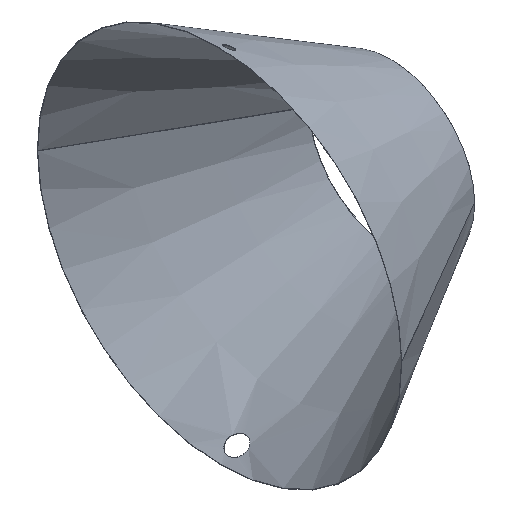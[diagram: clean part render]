
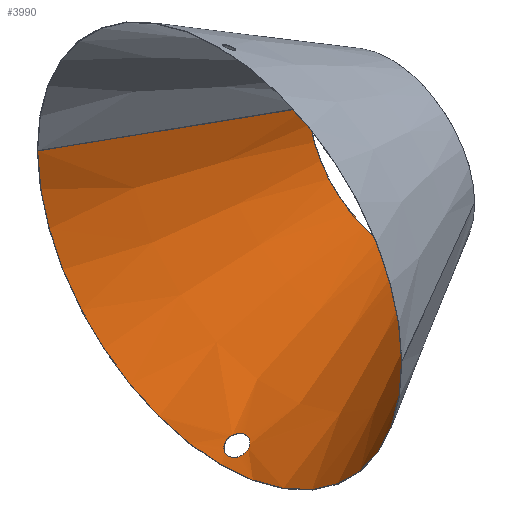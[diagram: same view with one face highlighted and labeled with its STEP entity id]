
A CAD part, isometric view. The second image highlights one B-rep face of the part: STEP entity #3990.
In plain terms, the highlighted conical face has half-angle 30.001 degrees and reference radius 1 mm.
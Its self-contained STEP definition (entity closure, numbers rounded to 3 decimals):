
#910=CARTESIAN_POINT('',(1273.935,-1.,
0.));
#920=DIRECTION('',(-0.866,-0.5,0.));
#930=VECTOR('',#920,2.);
#940=LINE('',#910,#930);
#950=CARTESIAN_POINT('',(0.,-736.536,
0.));
#960=VERTEX_POINT('',#950);
#970=CARTESIAN_POINT('',(-1538.,-1624.536,
0.));
#980=VERTEX_POINT('',#970);
#990=EDGE_CURVE('',#960,#980,#940,.T.);
#1010=CARTESIAN_POINT('',(0.,0.,0.)
);
#1020=DIRECTION('',(-1.,0.,0.));
#1030=DIRECTION('',(0.,-1.,0.));
#1040=AXIS2_PLACEMENT_3D('',#1010,#1020,#1030);
#1050=CIRCLE('',#1040,736.536);
#1060=CARTESIAN_POINT('',(0.,736.536,
0.));
#1070=VERTEX_POINT('',#1060);
#1100=CARTESIAN_POINT('',(1273.935,1.,
0.));
#1110=DIRECTION('',(-0.866,0.5,
0.));
#1120=VECTOR('',#1110,2.);
#1130=LINE('',#1100,#1120);
#1140=CARTESIAN_POINT('',(-1538.,1624.536,
0.));
#1150=VERTEX_POINT('',#1140);
#1160=EDGE_CURVE('',#1070,#1150,#1130,.T.);
#1180=CARTESIAN_POINT('',(-1538.,0.,
0.));
#1190=DIRECTION('',(1.,0.,0.));
#1200=DIRECTION('',(0.,1.,0.));
#1210=AXIS2_PLACEMENT_3D('',#1180,#1190,#1200);
#1220=CIRCLE('',#1210,1624.536);
#1750=EDGE_CURVE('',#980,#1150,#1220,.T.);
#2900=CARTESIAN_POINT('',(-1460.574,-51.34,
-1578.998));
#2910=CARTESIAN_POINT('',(-1463.635,-46.298,
-1580.93));
#2920=CARTESIAN_POINT('',(-1468.71,-35.72,
-1584.157));
#2930=CARTESIAN_POINT('',(-1473.435,-18.238,
-1587.187));
#2940=CARTESIAN_POINT('',(-1474.502,-6.176,
-1587.874));
#2950=CARTESIAN_POINT('',(-1474.502,0.,
-1587.874));
#2960=B_SPLINE_CURVE_WITH_KNOTS('',3,(#2900,#2910,#2920,#2930,#2940,
#2950),.UNSPECIFIED.,.F.,.F.,(4,1,1,4),(0.,0.333,
0.667,1.),.UNSPECIFIED.);
#2970=CARTESIAN_POINT('',(-1460.574,-51.34,
-1578.998));
#2980=VERTEX_POINT('',#2970);
#2990=CARTESIAN_POINT('',(-1474.502,0.,
-1587.874));
#3000=VERTEX_POINT('',#2990);
#3010=EDGE_CURVE('',#2980,#3000,#2960,.T.);
#3150=CARTESIAN_POINT('',(-1322.925,0.,
-1500.357));
#3160=VERTEX_POINT('',#3150);
#3190=CARTESIAN_POINT('',(-1322.925,0.,
-1500.357));
#3200=CARTESIAN_POINT('',(-1322.925,-8.3,
-1500.357));
#3210=CARTESIAN_POINT('',(-1324.92,-24.151,
-1501.375));
#3220=CARTESIAN_POINT('',(-1333.644,-46.679,
-1505.871));
#3230=CARTESIAN_POINT('',(-1347.384,-65.527,
-1513.089));
#3240=CARTESIAN_POINT('',(-1365.128,-79.525,
-1522.661));
#3250=CARTESIAN_POINT('',(-1385.544,-87.471,
-1534.021));
#3260=CARTESIAN_POINT('',(-1407.036,-88.625,
-1546.383));
#3270=CARTESIAN_POINT('',(-1427.888,-82.82,
-1558.771));
#3280=CARTESIAN_POINT('',(-1446.561,-70.24,
-1570.197));
#3290=CARTESIAN_POINT('',(-1456.331,-58.328,
-1576.319));
#3300=CARTESIAN_POINT('',(-1460.574,-51.34,
-1578.998));
#3310=B_SPLINE_CURVE_WITH_KNOTS('',3,(#3190,#3200,#3210,#3220,#3230,
#3240,#3250,#3260,#3270,#3280,#3290,#3300),.UNSPECIFIED.,.F.,.F.,(4,1,1,
1,1,1,1,1,1,4),(0.,0.111,0.222,0.333
,0.444,0.556,0.667,0.778
,0.889,1.),.UNSPECIFIED.);
#3320=EDGE_CURVE('',#3160,#2980,#3310,.T.);
#3550=EDGE_CURVE('',#1070,#960,#1050,.T.);
#3670=CARTESIAN_POINT('',(1273.935,0.,
0.));
#3680=DIRECTION('',(-1.,0.,0.));
#3690=DIRECTION('',(0.,-1.,0.));
#3700=AXIS2_PLACEMENT_3D('',#3670,#3680,#3690);
#3710=CONICAL_SURFACE('',#3700,1.,0.524);
#3720=ORIENTED_EDGE('',*,*,#990,.F.);
#3730=ORIENTED_EDGE('',*,*,#1750,.F.);
#3740=ORIENTED_EDGE('',*,*,#1160,.T.);
#3750=ORIENTED_EDGE('',*,*,#3550,.F.);
#3760=EDGE_LOOP('',(#3750,#3740,#3730,#3720));
#3770=FACE_OUTER_BOUND('',#3760,.T.);
#3780=ORIENTED_EDGE('',*,*,#3320,.T.);
#3790=CARTESIAN_POINT('',(-1474.502,0.,
-1587.874));
#3800=CARTESIAN_POINT('',(-1474.502,8.65,
-1587.874));
#3810=CARTESIAN_POINT('',(-1472.453,25.206,
-1586.553));
#3820=CARTESIAN_POINT('',(-1463.445,48.551,
-1580.794));
#3830=CARTESIAN_POINT('',(-1449.336,67.593,
-1571.921));
#3840=CARTESIAN_POINT('',(-1431.159,81.223,
-1560.749));
#3850=CARTESIAN_POINT('',(-1410.14,88.266,
-1548.2));
#3860=CARTESIAN_POINT('',(-1388.206,88.042,
-1535.527));
#3870=CARTESIAN_POINT('',(-1367.177,80.707,
-1523.782));
#3880=CARTESIAN_POINT('',(-1348.806,67.033,
-1513.845));
#3890=CARTESIAN_POINT('',(-1334.339,48.069,
-1506.231));
#3900=CARTESIAN_POINT('',(-1325.034,24.865,
-1501.433));
#3910=CARTESIAN_POINT('',(-1322.925,8.561,
-1500.357));
#3920=CARTESIAN_POINT('',(-1322.925,0.,
-1500.357));
#3930=B_SPLINE_CURVE_WITH_KNOTS('',3,(#3790,#3800,#3810,#3820,#3830,
#3840,#3850,#3860,#3870,#3880,#3890,#3900,#3910,#3920),.UNSPECIFIED.,.F.
,.F.,(4,1,1,1,1,1,1,1,1,1,1,4),(0.,0.091,0.182,
0.273,0.364,0.455,0.545,
0.636,0.727,0.818,0.909,
1.),.UNSPECIFIED.);
#3940=EDGE_CURVE('',#3000,#3160,#3930,.T.);
#3950=ORIENTED_EDGE('',*,*,#3940,.T.);
#3960=ORIENTED_EDGE('',*,*,#3010,.T.);
#3970=EDGE_LOOP('',(#3960,#3950,#3780));
#3980=FACE_BOUND('',#3970,.T.);
#3990=ADVANCED_FACE('',(#3770,#3980),#3710,.F.);
